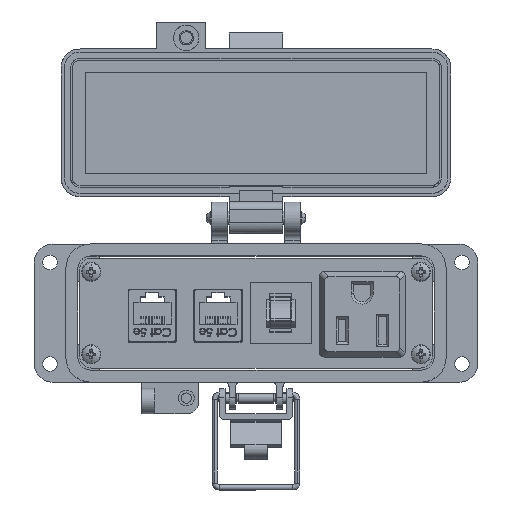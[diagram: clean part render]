
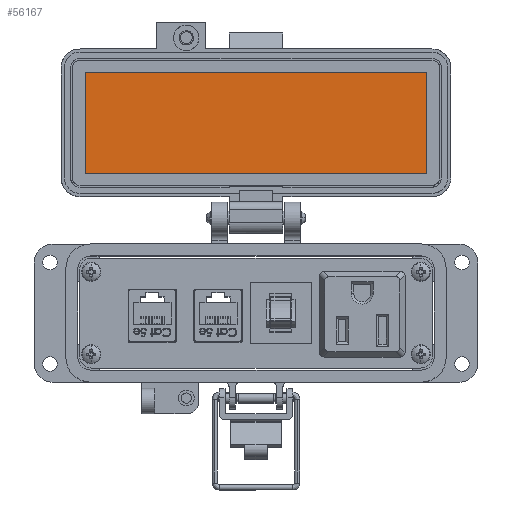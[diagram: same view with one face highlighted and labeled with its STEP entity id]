
A CAD part, top view. The second image highlights one B-rep face of the part: STEP entity #56167.
In plain terms, the highlighted planar face has unit normal (0, 0, 1).
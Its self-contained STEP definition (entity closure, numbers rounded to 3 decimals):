
#1535 = ORIENTED_EDGE ( 'NONE', *, *, #37973, .F. ) ;
#3654 = CARTESIAN_POINT ( 'NONE',  ( 53.75, 83.154, -25.55 ) ) ;
#4073 = EDGE_CURVE ( 'NONE', #7259, #6949, #38861, .T. ) ;
#6457 = DIRECTION ( 'NONE',  ( 0., -1., 0. ) ) ;
#6941 = VERTEX_POINT ( 'NONE', #28271 ) ;
#6949 = VERTEX_POINT ( 'NONE', #40847 ) ;
#7259 = VERTEX_POINT ( 'NONE', #17701 ) ;
#8744 = VECTOR ( 'NONE', #42642, 1000. ) ;
#10852 = LINE ( 'NONE', #24223, #26545 ) ;
#11262 = VECTOR ( 'NONE', #21276, 1000. ) ;
#13597 = EDGE_CURVE ( 'NONE', #6949, #44087, #25272, .T. ) ;
#15549 = DIRECTION ( 'NONE',  ( 0., 0., 1. ) ) ;
#17701 = CARTESIAN_POINT ( 'NONE',  ( -53.75, 51.154, -25.55 ) ) ;
#18074 = CARTESIAN_POINT ( 'NONE',  ( 53.75, 67.154, -25.55 ) ) ;
#21238 = EDGE_CURVE ( 'NONE', #44087, #6941, #46642, .T. ) ;
#21276 = DIRECTION ( 'NONE',  ( 0., -1., 0. ) ) ;
#23669 = DIRECTION ( 'NONE',  ( -1., 0., 0. ) ) ;
#24223 = CARTESIAN_POINT ( 'NONE',  ( 42., 51.154, -25.55 ) ) ;
#24683 = CARTESIAN_POINT ( 'NONE',  ( -8.5, 83.154, -25.55 ) ) ;
#25175 = DIRECTION ( 'NONE',  ( 0., 1., 0. ) ) ;
#25272 = LINE ( 'NONE', #24683, #8744 ) ;
#25458 = CARTESIAN_POINT ( 'NONE',  ( -53.75, 67.154, -25.55 ) ) ;
#26545 = VECTOR ( 'NONE', #23669, 1000. ) ;
#28110 = CARTESIAN_POINT ( 'NONE',  ( -8.5, 67.154, -25.55 ) ) ;
#28271 = CARTESIAN_POINT ( 'NONE',  ( 53.75, 51.154, -25.55 ) ) ;
#29885 = EDGE_LOOP ( 'NONE', ( #50511, #32192, #1535, #47143 ) ) ;
#32192 = ORIENTED_EDGE ( 'NONE', *, *, #4073, .F. ) ;
#37973 = EDGE_CURVE ( 'NONE', #6941, #7259, #10852, .T. ) ;
#38861 = LINE ( 'NONE', #25458, #47843 ) ;
#40847 = CARTESIAN_POINT ( 'NONE',  ( -53.75, 83.154, -25.55 ) ) ;
#42642 = DIRECTION ( 'NONE',  ( 1., 0., 0. ) ) ;
#44087 = VERTEX_POINT ( 'NONE', #3654 ) ;
#45753 = FACE_OUTER_BOUND ( 'NONE', #29885, .T. ) ;
#46642 = LINE ( 'NONE', #18074, #11262 ) ;
#47143 = ORIENTED_EDGE ( 'NONE', *, *, #21238, .F. ) ;
#47843 = VECTOR ( 'NONE', #25175, 1000. ) ;
#50511 = ORIENTED_EDGE ( 'NONE', *, *, #13597, .F. ) ;
#54573 = PLANE ( 'NONE',  #55992 ) ;
#55992 = AXIS2_PLACEMENT_3D ( 'NONE', #28110, #15549, #6457 ) ;
#56167 = ADVANCED_FACE ( 'NONE', ( #45753 ), #54573, .T. ) ;
